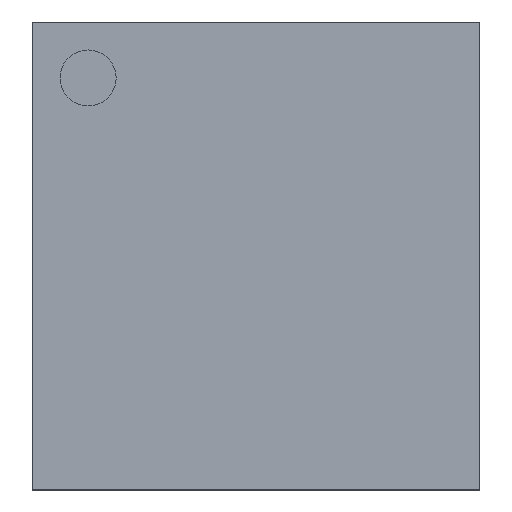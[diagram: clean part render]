
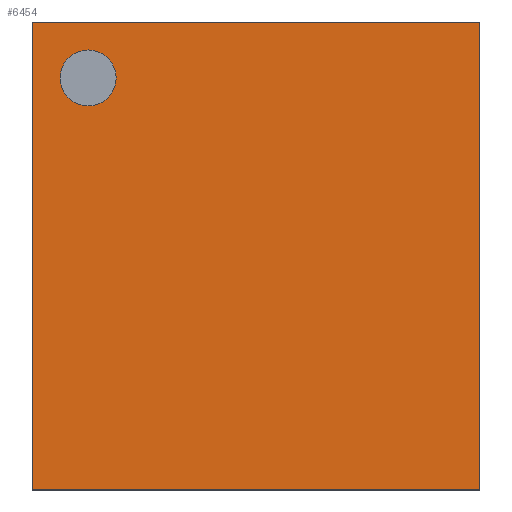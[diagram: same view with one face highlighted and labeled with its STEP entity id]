
A CAD part, top view. The second image highlights one B-rep face of the part: STEP entity #6454.
In plain terms, the highlighted planar face has unit normal (0, 0, 1).
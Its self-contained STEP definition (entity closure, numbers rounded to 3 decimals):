
#6265 = VERTEX_POINT('',#6266);
#6266 = CARTESIAN_POINT('',(-5.5,-5.75,0.85));
#6273 = PLANE('',#6274);
#6274 = AXIS2_PLACEMENT_3D('',#6275,#6276,#6277);
#6275 = CARTESIAN_POINT('',(-5.5,-5.75,0.3));
#6276 = DIRECTION('',(1.,0.,0.));
#6277 = DIRECTION('',(0.,0.,1.));
#6285 = PLANE('',#6286);
#6286 = AXIS2_PLACEMENT_3D('',#6287,#6288,#6289);
#6287 = CARTESIAN_POINT('',(-5.5,-5.75,0.3));
#6288 = DIRECTION('',(0.,1.,0.));
#6289 = DIRECTION('',(0.,0.,1.));
#6326 = VERTEX_POINT('',#6327);
#6327 = CARTESIAN_POINT('',(-5.5,5.75,0.85));
#6341 = PLANE('',#6342);
#6342 = AXIS2_PLACEMENT_3D('',#6343,#6344,#6345);
#6343 = CARTESIAN_POINT('',(-5.5,5.75,0.3));
#6344 = DIRECTION('',(0.,1.,0.));
#6345 = DIRECTION('',(0.,0.,1.));
#6353 = EDGE_CURVE('',#6265,#6326,#6354,.T.);
#6354 = SURFACE_CURVE('',#6355,(#6359,#6366),.PCURVE_S1.);
#6355 = LINE('',#6356,#6357);
#6356 = CARTESIAN_POINT('',(-5.5,-5.75,0.85));
#6357 = VECTOR('',#6358,1.);
#6358 = DIRECTION('',(0.,1.,0.));
#6359 = PCURVE('',#6273,#6360);
#6360 = DEFINITIONAL_REPRESENTATION('',(#6361),#6365);
#6361 = LINE('',#6362,#6363);
#6362 = CARTESIAN_POINT('',(0.55,0.));
#6363 = VECTOR('',#6364,1.);
#6364 = DIRECTION('',(0.,-1.));
#6365 = ( GEOMETRIC_REPRESENTATION_CONTEXT(2) 
PARAMETRIC_REPRESENTATION_CONTEXT() REPRESENTATION_CONTEXT('2D SPACE',''
  ) );
#6366 = PCURVE('',#6367,#6372);
#6367 = PLANE('',#6368);
#6368 = AXIS2_PLACEMENT_3D('',#6369,#6370,#6371);
#6369 = CARTESIAN_POINT('',(-5.5,-5.75,0.85));
#6370 = DIRECTION('',(0.,0.,1.));
#6371 = DIRECTION('',(1.,0.,0.));
#6372 = DEFINITIONAL_REPRESENTATION('',(#6373),#6377);
#6373 = LINE('',#6374,#6375);
#6374 = CARTESIAN_POINT('',(0.,0.));
#6375 = VECTOR('',#6376,1.);
#6376 = DIRECTION('',(0.,1.));
#6377 = ( GEOMETRIC_REPRESENTATION_CONTEXT(2) 
PARAMETRIC_REPRESENTATION_CONTEXT() REPRESENTATION_CONTEXT('2D SPACE',''
  ) );
#6406 = EDGE_CURVE('',#6265,#6407,#6409,.T.);
#6407 = VERTEX_POINT('',#6408);
#6408 = CARTESIAN_POINT('',(5.5,-5.75,0.85));
#6409 = SURFACE_CURVE('',#6410,(#6414,#6421),.PCURVE_S1.);
#6410 = LINE('',#6411,#6412);
#6411 = CARTESIAN_POINT('',(-5.5,-5.75,0.85));
#6412 = VECTOR('',#6413,1.);
#6413 = DIRECTION('',(1.,0.,0.));
#6414 = PCURVE('',#6285,#6415);
#6415 = DEFINITIONAL_REPRESENTATION('',(#6416),#6420);
#6416 = LINE('',#6417,#6418);
#6417 = CARTESIAN_POINT('',(0.55,0.));
#6418 = VECTOR('',#6419,1.);
#6419 = DIRECTION('',(0.,1.));
#6420 = ( GEOMETRIC_REPRESENTATION_CONTEXT(2) 
PARAMETRIC_REPRESENTATION_CONTEXT() REPRESENTATION_CONTEXT('2D SPACE',''
  ) );
#6421 = PCURVE('',#6367,#6422);
#6422 = DEFINITIONAL_REPRESENTATION('',(#6423),#6427);
#6423 = LINE('',#6424,#6425);
#6424 = CARTESIAN_POINT('',(0.,0.));
#6425 = VECTOR('',#6426,1.);
#6426 = DIRECTION('',(1.,0.));
#6427 = ( GEOMETRIC_REPRESENTATION_CONTEXT(2) 
PARAMETRIC_REPRESENTATION_CONTEXT() REPRESENTATION_CONTEXT('2D SPACE',''
  ) );
#6443 = PLANE('',#6444);
#6444 = AXIS2_PLACEMENT_3D('',#6445,#6446,#6447);
#6445 = CARTESIAN_POINT('',(5.5,-5.75,0.3));
#6446 = DIRECTION('',(1.,0.,0.));
#6447 = DIRECTION('',(0.,0.,1.));
#6454 = ADVANCED_FACE('',(#6455,#6503),#6367,.T.);
#6455 = FACE_BOUND('',#6456,.T.);
#6456 = EDGE_LOOP('',(#6457,#6458,#6459,#6482));
#6457 = ORIENTED_EDGE('',*,*,#6353,.F.);
#6458 = ORIENTED_EDGE('',*,*,#6406,.T.);
#6459 = ORIENTED_EDGE('',*,*,#6460,.T.);
#6460 = EDGE_CURVE('',#6407,#6461,#6463,.T.);
#6461 = VERTEX_POINT('',#6462);
#6462 = CARTESIAN_POINT('',(5.5,5.75,0.85));
#6463 = SURFACE_CURVE('',#6464,(#6468,#6475),.PCURVE_S1.);
#6464 = LINE('',#6465,#6466);
#6465 = CARTESIAN_POINT('',(5.5,-5.75,0.85));
#6466 = VECTOR('',#6467,1.);
#6467 = DIRECTION('',(0.,1.,0.));
#6468 = PCURVE('',#6367,#6469);
#6469 = DEFINITIONAL_REPRESENTATION('',(#6470),#6474);
#6470 = LINE('',#6471,#6472);
#6471 = CARTESIAN_POINT('',(11.,0.));
#6472 = VECTOR('',#6473,1.);
#6473 = DIRECTION('',(0.,1.));
#6474 = ( GEOMETRIC_REPRESENTATION_CONTEXT(2) 
PARAMETRIC_REPRESENTATION_CONTEXT() REPRESENTATION_CONTEXT('2D SPACE',''
  ) );
#6475 = PCURVE('',#6443,#6476);
#6476 = DEFINITIONAL_REPRESENTATION('',(#6477),#6481);
#6477 = LINE('',#6478,#6479);
#6478 = CARTESIAN_POINT('',(0.55,0.));
#6479 = VECTOR('',#6480,1.);
#6480 = DIRECTION('',(0.,-1.));
#6481 = ( GEOMETRIC_REPRESENTATION_CONTEXT(2) 
PARAMETRIC_REPRESENTATION_CONTEXT() REPRESENTATION_CONTEXT('2D SPACE',''
  ) );
#6482 = ORIENTED_EDGE('',*,*,#6483,.F.);
#6483 = EDGE_CURVE('',#6326,#6461,#6484,.T.);
#6484 = SURFACE_CURVE('',#6485,(#6489,#6496),.PCURVE_S1.);
#6485 = LINE('',#6486,#6487);
#6486 = CARTESIAN_POINT('',(-5.5,5.75,0.85));
#6487 = VECTOR('',#6488,1.);
#6488 = DIRECTION('',(1.,0.,0.));
#6489 = PCURVE('',#6367,#6490);
#6490 = DEFINITIONAL_REPRESENTATION('',(#6491),#6495);
#6491 = LINE('',#6492,#6493);
#6492 = CARTESIAN_POINT('',(0.,11.5));
#6493 = VECTOR('',#6494,1.);
#6494 = DIRECTION('',(1.,0.));
#6495 = ( GEOMETRIC_REPRESENTATION_CONTEXT(2) 
PARAMETRIC_REPRESENTATION_CONTEXT() REPRESENTATION_CONTEXT('2D SPACE',''
  ) );
#6496 = PCURVE('',#6341,#6497);
#6497 = DEFINITIONAL_REPRESENTATION('',(#6498),#6502);
#6498 = LINE('',#6499,#6500);
#6499 = CARTESIAN_POINT('',(0.55,0.));
#6500 = VECTOR('',#6501,1.);
#6501 = DIRECTION('',(0.,1.));
#6502 = ( GEOMETRIC_REPRESENTATION_CONTEXT(2) 
PARAMETRIC_REPRESENTATION_CONTEXT() REPRESENTATION_CONTEXT('2D SPACE',''
  ) );
#6503 = FACE_BOUND('',#6504,.T.);
#6504 = EDGE_LOOP('',(#6505));
#6505 = ORIENTED_EDGE('',*,*,#6506,.F.);
#6506 = EDGE_CURVE('',#6507,#6507,#6509,.T.);
#6507 = VERTEX_POINT('',#6508);
#6508 = CARTESIAN_POINT('',(-3.438,4.375,0.85));
#6509 = SURFACE_CURVE('',#6510,(#6515,#6522),.PCURVE_S1.);
#6510 = CIRCLE('',#6511,0.688);
#6511 = AXIS2_PLACEMENT_3D('',#6512,#6513,#6514);
#6512 = CARTESIAN_POINT('',(-4.125,4.375,0.85));
#6513 = DIRECTION('',(0.,0.,1.));
#6514 = DIRECTION('',(1.,0.,0.));
#6515 = PCURVE('',#6367,#6516);
#6516 = DEFINITIONAL_REPRESENTATION('',(#6517),#6521);
#6517 = CIRCLE('',#6518,0.688);
#6518 = AXIS2_PLACEMENT_2D('',#6519,#6520);
#6519 = CARTESIAN_POINT('',(1.375,10.125));
#6520 = DIRECTION('',(1.,0.));
#6521 = ( GEOMETRIC_REPRESENTATION_CONTEXT(2) 
PARAMETRIC_REPRESENTATION_CONTEXT() REPRESENTATION_CONTEXT('2D SPACE',''
  ) );
#6522 = PCURVE('',#6523,#6528);
#6523 = CYLINDRICAL_SURFACE('',#6524,0.688);
#6524 = AXIS2_PLACEMENT_3D('',#6525,#6526,#6527);
#6525 = CARTESIAN_POINT('',(-4.125,4.375,0.765));
#6526 = DIRECTION('',(0.,0.,1.));
#6527 = DIRECTION('',(1.,0.,0.));
#6528 = DEFINITIONAL_REPRESENTATION('',(#6529),#6533);
#6529 = LINE('',#6530,#6531);
#6530 = CARTESIAN_POINT('',(0.,0.085));
#6531 = VECTOR('',#6532,1.);
#6532 = DIRECTION('',(1.,0.));
#6533 = ( GEOMETRIC_REPRESENTATION_CONTEXT(2) 
PARAMETRIC_REPRESENTATION_CONTEXT() REPRESENTATION_CONTEXT('2D SPACE',''
  ) );
